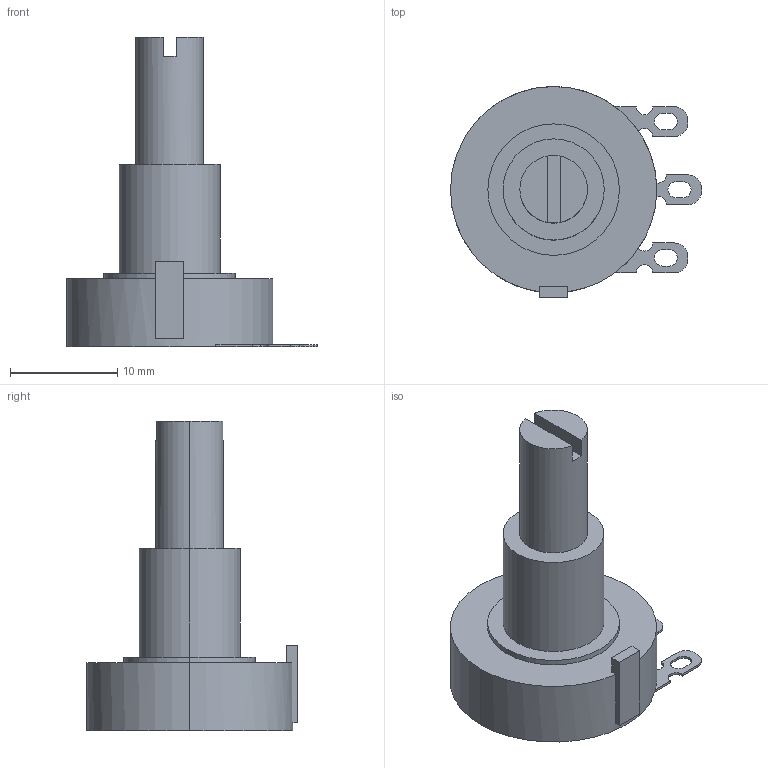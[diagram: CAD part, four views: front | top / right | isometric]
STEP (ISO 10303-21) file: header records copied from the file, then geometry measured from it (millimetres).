
FILE_DESCRIPTION((''),'2;1');
FILE_NAME('potentiometer.stp','2002-01-15T19:05:46',('Administrator'),(''),'Autodesk Inventor (tm) 3.0','Autodesk Inventor (tm) 3.0','');
FILE_SCHEMA(('CONFIG_CONTROL_DESIGN'));
Length unit declared in the file: inch
Products named in the file (8): potentiometer; potentiometer1; potentiometer2; potentiometer3; potentiometer4; potentiometer5; potentiometer6; potentiometer7
Assembly tree (7 placements, depth 2):
  potentiometer
    potentiometer1
    potentiometer2
    potentiometer3
    potentiometer4
    potentiometer5
    potentiometer6
    potentiometer7
Bounding box: 23.41 x 19.67 x 28.91 mm (x, y, z)
Volume: 2985.6 mm3; surface area: 2123 mm2
Topology: 7 solids, 7 shells, 106 faces, 276 edges, 184 vertices
Faces by surface type: plane 54, cylinder 52
Entity records: 4353 total; most frequent: DIRECTION 630, CARTESIAN_POINT 581, ORIENTED_EDGE 552, EDGE_CURVE 276, AXIS2_PLACEMENT_3D 233, VERTEX_POINT 184, VECTOR 164, LINE 164
